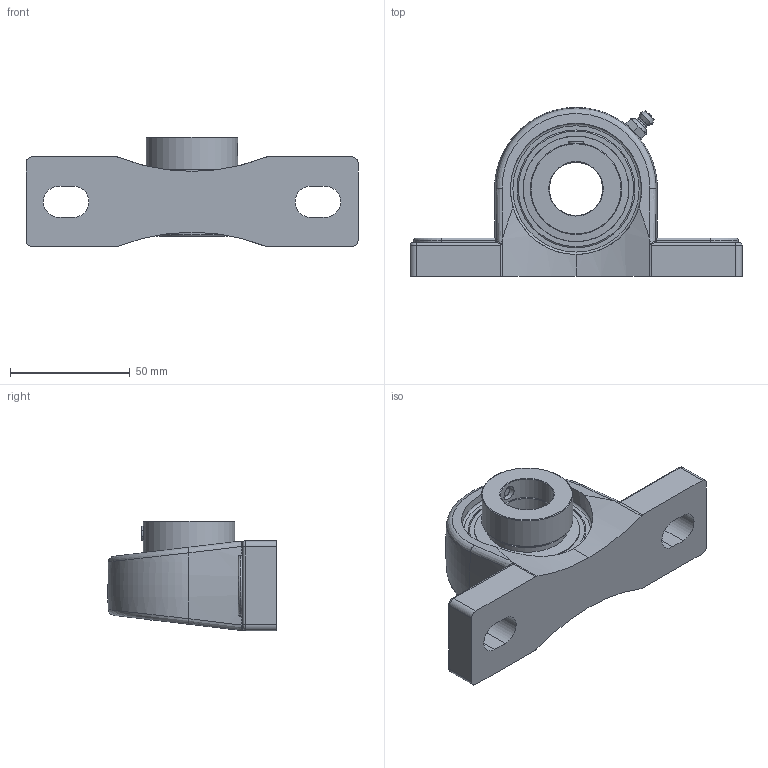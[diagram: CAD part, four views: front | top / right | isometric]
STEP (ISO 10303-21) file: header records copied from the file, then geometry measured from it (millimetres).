
FILE_DESCRIPTION(('HOOPS Exchange Step'),'2;1');
FILE_NAME('export-02AC0930-139A-4EE0-9ED5-06D1B79579E0.stp','2019-12-13T14:03:44-08:00',('ibuslach'),('Alibre'),'HOOPS Exchange 2019.2','Alibre','Unknown authorisation');
FILE_SCHEMA( ('AP242_MANAGED_MODEL_BASED_3D_ENGINEERING_MIM_LF {1 0 10303 442 1 1 4 }') );
Length unit declared in the file: centimetre
Products named in the file (8): MRN SP 205; UCP ZERK 5mm; SNC 205-14 COLLAR; SNC 205-14 RACES; SNC 205 SHIELD; M6 SETSCREW; MRN SNC 205-14; MRN SNCP 205-14
Assembly tree (8 placements, depth 3):
  MRN SNCP 205-14
    MRN SP 205
    UCP ZERK 5mm
    MRN SNC 205-14
      SNC 205-14 COLLAR
      SNC 205-14 RACES
      SNC 205 SHIELD  x2
      M6 SETSCREW
Bounding box: 138.5 x 70.47 x 45.66 mm (x, y, z)
Volume: 129343.3 mm3; surface area: 48043.8 mm2
Topology: 18 solids, 18 shells, 213 faces, 570 edges, 368 vertices
Faces by surface type: cylinder 68, plane 60, torus 26, cone 22, sphere 19, bspline 18
Full cylindrical faces by diameter (mm): 2.008 x2, 5 x2, 5.994 x2, 6 x1, 22.225 x2, 30.683 x2, 33.02 x4, 34.036 x2, 38.1 x1, 43.993 x2, 44.063 x2, 54.712 x2
Entity records: 14120 total; most frequent: CARTESIAN_POINT 8881, DIRECTION 1080, ORIENTED_EDGE 1042, EDGE_CURVE 521, AXIS2_PLACEMENT_3D 455, VERTEX_POINT 354, EDGE_LOOP 233, FACE_BOUND 233
